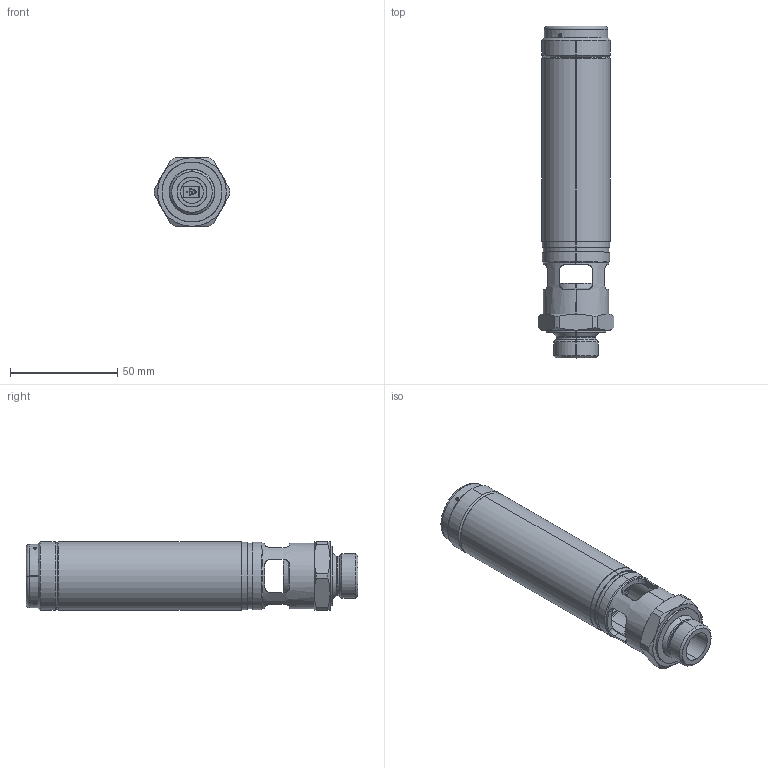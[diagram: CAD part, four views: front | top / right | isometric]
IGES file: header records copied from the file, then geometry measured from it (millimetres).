
Start section: SolidWorks IGES file using analytic representation for surfaces
Global section: file name: 812sGK_15_M_15.IGS; native system: SolidWorks 2018; preprocessor: SolidWorks 2018; author: Hehr; date: 200213.102053; units: millimetre
Bounding box: 35.49 x 155.1 x 32 mm (x, y, z)
Surface area: 34816.9 mm2 (no closed solid volume)
Topology: 0 solids, 0 shells, 267 faces, 4348 edges, 4348 vertices
Faces by surface type: revolution 169, bspline 98
